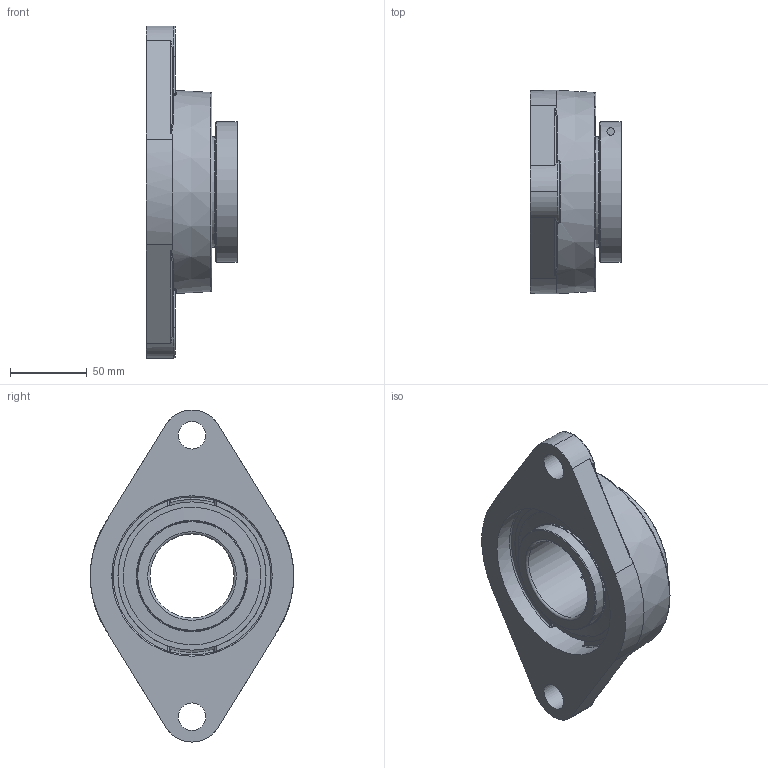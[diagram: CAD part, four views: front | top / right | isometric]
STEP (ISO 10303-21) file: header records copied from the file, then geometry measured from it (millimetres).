
FILE_DESCRIPTION(('HOOPS Exchange Step'),'2;1');
FILE_NAME('export-76D1B51D-4186-44C0-8BBD-9BB1CA341DEF.stp','2020-05-28T12:28:14-07:00',('dkerr'),('Alibre'),'HOOPS Exchange 2020.0','Alibre','Unknown authorisation');
FILE_SCHEMA( ('AP242_MANAGED_MODEL_BASED_3D_ENGINEERING_MIM_LF {1 0 10303 442 1 1 4 }') );
Length unit declared in the file: inch
Products named in the file (8): MRN SFTM L4L 211; MRN SUE 211 L4L (55mm) (Race); MRN SUE 211 L4L (Ball); MRN SUE 211 L4L (Shield); MRN SUE 211 L4L (Lock Ring); MRN SUE 211 L4L (Bolt); MRN SUE 211 L4L (55mm); MRN SUESFTM 211 L4L (55mm)
Assembly tree (8 placements, depth 3):
  MRN SUESFTM 211 L4L (55mm)
    MRN SFTM L4L 211
    MRN SUE 211 L4L (55mm)
      MRN SUE 211 L4L (55mm) (Race)
      MRN SUE 211 L4L (Ball)
      MRN SUE 211 L4L (Shield)  x2
      MRN SUE 211 L4L (Lock Ring)
      MRN SUE 211 L4L (Bolt)
Bounding box: 59.9 x 133 x 217 mm (x, y, z)
Volume: 490363.3 mm3; surface area: 132967.1 mm2
Topology: 17 solids, 17 shells, 239 faces, 659 edges, 433 vertices
Faces by surface type: plane 80, cylinder 62, torus 33, cone 31, sphere 17, bspline 16
Full cylindrical faces by diameter (mm): 4.917 x2, 6.4 x1, 10 x1, 11.2 x1, 18 x2, 55 x1, 72 x4, 73.016 x2, 88 x2, 90 x2, 102.825 x1, 104.825 x1, 110.1 x1
Entity records: 16561 total; most frequent: CARTESIAN_POINT 10549, DIRECTION 1233, ORIENTED_EDGE 1226, EDGE_CURVE 613, AXIS2_PLACEMENT_3D 514, VERTEX_POINT 419, CIRCLE 274, EDGE_LOOP 254
